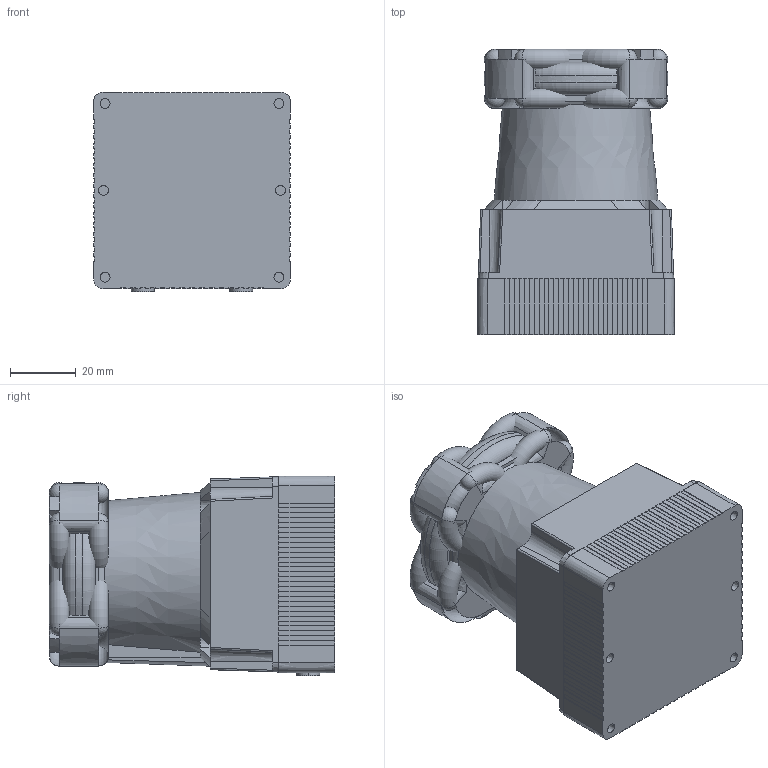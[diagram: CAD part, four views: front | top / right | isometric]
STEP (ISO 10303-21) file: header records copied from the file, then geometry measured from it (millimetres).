
FILE_DESCRIPTION((''),'2;1');
FILE_NAME('LASER_HOKUYO_UTM30LX','2011-01-31T',('lucid'),(''),'PRO/ENGINEER BY PARAMETRIC TECHNOLOGY CORPORATION, 2009220','PRO/ENGINEER BY PARAMETRIC TECHNOLOGY CORPORATION, 2009220','');
FILE_SCHEMA(('CONFIG_CONTROL_DESIGN'));
Length unit declared in the file: millimetre
Products named in the file (1): LASER_HOKUYO_UTM30LX
Bounding box: 60 x 87 x 61 mm (x, y, z)
Surface area: 59156.9 mm2 (no closed solid volume)
Topology: 0 solids, 0 shells, 597 faces, 3212 edges, 3184 vertices
Faces by surface type: bspline 571, torus 14, sphere 12
Entity records: 43334 total; most frequent: CARTESIAN_POINT 14267, DIRECTION 4510, TRIMMED_CURVE 4271, VECTOR 4084, LINE 4084, DEFINITIONAL_REPRESENTATION 3144, PCURVE 3144, COMPOSITE_CURVE_SEGMENT 3144
